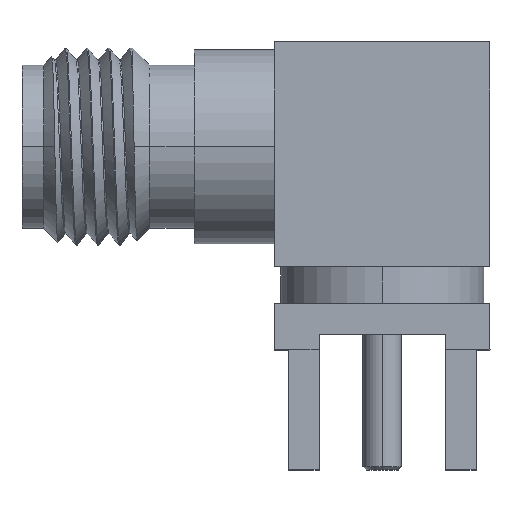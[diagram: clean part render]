
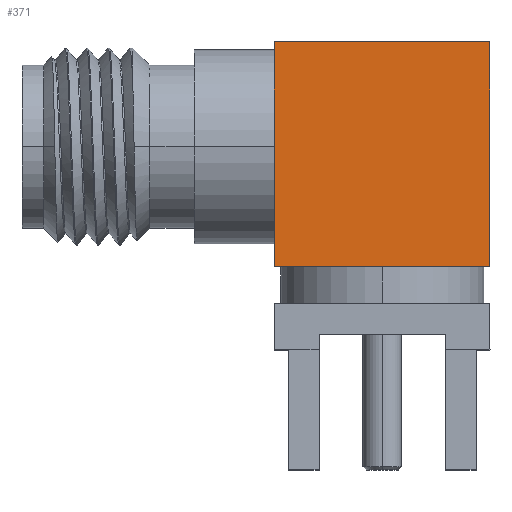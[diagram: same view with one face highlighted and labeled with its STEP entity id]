
A CAD part, top view. The second image highlights one B-rep face of the part: STEP entity #371.
In plain terms, the highlighted planar face has unit normal (0, 0, 1).
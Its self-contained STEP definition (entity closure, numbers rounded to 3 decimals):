
#16 = CARTESIAN_POINT ( 'NONE',  ( 8.2, 3.4, 3.5 ) ) ;
#106 = ORIENTED_EDGE ( 'NONE', *, *, #2595, .F. ) ;
#169 = CARTESIAN_POINT ( 'NONE',  ( 15.2, 3.4, 3.5 ) ) ;
#220 = LINE ( 'NONE', #1714, #1484 ) ;
#371 = ADVANCED_FACE ( 'NONE', ( #2664 ), #804, .T. ) ;
#493 = CARTESIAN_POINT ( 'NONE',  ( 15.2, -3.9, 3.5 ) ) ;
#518 = DIRECTION ( 'NONE',  ( 0., -1., 0. ) ) ;
#550 = DIRECTION ( 'NONE',  ( 1., 0., 0. ) ) ;
#644 = VECTOR ( 'NONE', #518, 1000. ) ;
#681 = VECTOR ( 'NONE', #2683, 1000. ) ;
#694 = VERTEX_POINT ( 'NONE', #3263 ) ;
#804 = PLANE ( 'NONE',  #3255 ) ;
#845 = ORIENTED_EDGE ( 'NONE', *, *, #2791, .T. ) ;
#887 = VERTEX_POINT ( 'NONE', #493 ) ;
#917 = ORIENTED_EDGE ( 'NONE', *, *, #2172, .T. ) ;
#1076 = DIRECTION ( 'NONE',  ( 0., -1., 0. ) ) ;
#1202 = LINE ( 'NONE', #16, #3197 ) ;
#1336 = CARTESIAN_POINT ( 'NONE',  ( 8.2, -3.9, 3.5 ) ) ;
#1372 = LINE ( 'NONE', #3333, #644 ) ;
#1484 = VECTOR ( 'NONE', #3214, 1000. ) ;
#1714 = CARTESIAN_POINT ( 'NONE',  ( 8.2, 3.4, 3.5 ) ) ;
#1840 = CARTESIAN_POINT ( 'NONE',  ( 8.2, 3.4, 3.5 ) ) ;
#1939 = CARTESIAN_POINT ( 'NONE',  ( 8.2, -3.9, 3.5 ) ) ;
#2063 = LINE ( 'NONE', #1939, #681 ) ;
#2172 = EDGE_CURVE ( 'NONE', #3252, #887, #2063, .T. ) ;
#2492 = EDGE_CURVE ( 'NONE', #2957, #887, #1372, .T. ) ;
#2538 = EDGE_LOOP ( 'NONE', ( #2769, #106, #845, #917 ) ) ;
#2572 = DIRECTION ( 'NONE',  ( 0., 0., 1. ) ) ;
#2595 = EDGE_CURVE ( 'NONE', #694, #2957, #1202, .T. ) ;
#2664 = FACE_OUTER_BOUND ( 'NONE', #2538, .T. ) ;
#2683 = DIRECTION ( 'NONE',  ( 1., 0., 0. ) ) ;
#2769 = ORIENTED_EDGE ( 'NONE', *, *, #2492, .F. ) ;
#2791 = EDGE_CURVE ( 'NONE', #694, #3252, #220, .T. ) ;
#2957 = VERTEX_POINT ( 'NONE', #169 ) ;
#3197 = VECTOR ( 'NONE', #550, 1000. ) ;
#3214 = DIRECTION ( 'NONE',  ( 0., -1., 0. ) ) ;
#3252 = VERTEX_POINT ( 'NONE', #1336 ) ;
#3255 = AXIS2_PLACEMENT_3D ( 'NONE', #1840, #2572, #1076 ) ;
#3263 = CARTESIAN_POINT ( 'NONE',  ( 8.2, 3.4, 3.5 ) ) ;
#3333 = CARTESIAN_POINT ( 'NONE',  ( 15.2, 3.4, 3.5 ) ) ;
